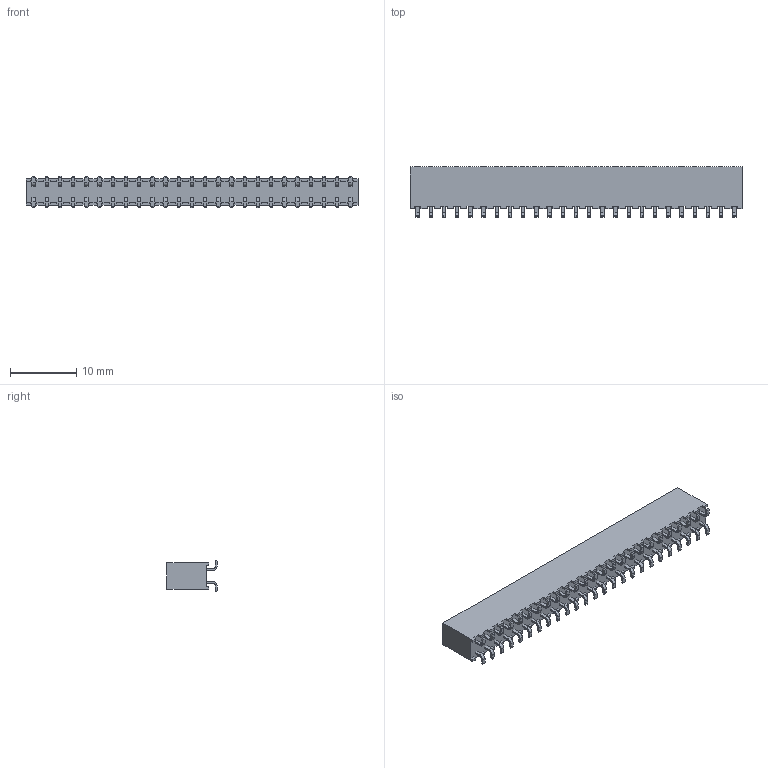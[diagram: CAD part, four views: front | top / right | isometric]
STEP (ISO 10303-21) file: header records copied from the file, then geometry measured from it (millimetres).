
FILE_DESCRIPTION(/* description */ ('STEP AP214'),/* implementation_level */ '2;1');
FILE_NAME(/* name */ 'SQW-125-01-L-D-VS',/* time_stamp */ '2023-08-21T18:20:49+02:00',/* author */ ('License CC BY-ND 4.0'),/* organization */ ('CADENAS'),/* preprocessor_version */ 'ST-DEVELOPER v19.3',/* originating_system */ 'PARTsolutions',/* authorisation */ ' ');
FILE_SCHEMA (('AUTOMOTIVE_DESIGN {1 0 10303 214 3 1 1}'));
Length unit declared in the file: inch
Products named in the file (3): SQW-125-01-L-D-VS; P1SQW-125-01-L-D-VS; S1SQW-125-01-L-D-VS
Assembly tree (2 placements, depth 2):
  SQW-125-01-L-D-VS
    P1SQW-125-01-L-D-VS
    S1SQW-125-01-L-D-VS
Bounding box: 50.3 x 7.62 x 4.75 mm (x, y, z)
Volume: 1207.3 mm3; surface area: 2457.6 mm2
Topology: 2 solids, 2 shells, 1666 faces, 4336 edges, 2824 vertices
Faces by surface type: plane 1516, cylinder 150
Entity records: 50018 total; most frequent: CARTESIAN_POINT 8829, ORIENTED_EDGE 8672, DIRECTION 7974, EDGE_CURVE 4336, LINE 4036, VECTOR 4036, VERTEX_POINT 2824, AXIS2_PLACEMENT_3D 1969
